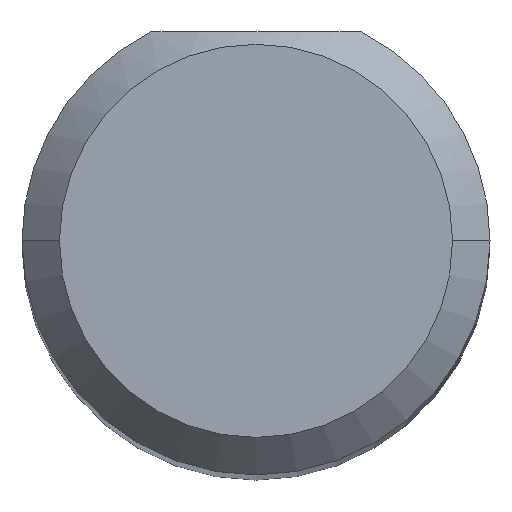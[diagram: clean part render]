
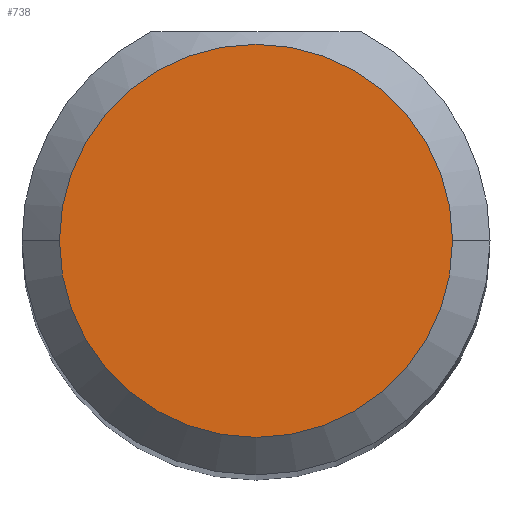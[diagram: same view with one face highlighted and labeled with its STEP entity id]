
A CAD part, top view. The second image highlights one B-rep face of the part: STEP entity #738.
In plain terms, the highlighted planar face has unit normal (0, 0, 1).
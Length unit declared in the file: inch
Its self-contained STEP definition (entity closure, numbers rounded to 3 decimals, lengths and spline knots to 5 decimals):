
#159 = CARTESIAN_POINT ( 'NONE',  ( 0., 0., 2. ) ) ;
#216 = VERTEX_POINT ( 'NONE', #303 ) ;
#255 = DIRECTION ( 'NONE',  ( 1., 0., 0. ) ) ;
#264 = DIRECTION ( 'NONE',  ( 0., 0., 1. ) ) ;
#303 = CARTESIAN_POINT ( 'NONE',  ( 0.07875, 0., 2. ) ) ;
#307 = CIRCLE ( 'NONE', #935, 0.07875 ) ;
#309 = ORIENTED_EDGE ( 'NONE', *, *, #702, .T. ) ;
#351 = EDGE_CURVE ( 'NONE', #471, #216, #307, .T. ) ;
#353 = PLANE ( 'NONE',  #1114 ) ;
#463 = CARTESIAN_POINT ( 'NONE',  ( -0.07875, 0., 2. ) ) ;
#471 = VERTEX_POINT ( 'NONE', #463 ) ;
#490 = CIRCLE ( 'NONE', #594, 0.07875 ) ;
#543 = EDGE_LOOP ( 'NONE', ( #643, #309 ) ) ;
#594 = AXIS2_PLACEMENT_3D ( 'NONE', #617, #844, #785 ) ;
#617 = CARTESIAN_POINT ( 'NONE',  ( 0., 0., 2. ) ) ;
#643 = ORIENTED_EDGE ( 'NONE', *, *, #351, .T. ) ;
#690 = CARTESIAN_POINT ( 'NONE',  ( 0., 0., 2. ) ) ;
#702 = EDGE_CURVE ( 'NONE', #216, #471, #490, .T. ) ;
#738 = ADVANCED_FACE ( 'NONE', ( #930 ), #353, .T. ) ;
#785 = DIRECTION ( 'NONE',  ( 1., 0., 0. ) ) ;
#838 = DIRECTION ( 'NONE',  ( 0., 0., 1. ) ) ;
#844 = DIRECTION ( 'NONE',  ( 0., 0., 1. ) ) ;
#930 = FACE_OUTER_BOUND ( 'NONE', #543, .T. ) ;
#935 = AXIS2_PLACEMENT_3D ( 'NONE', #690, #838, #255 ) ;
#1106 = DIRECTION ( 'NONE',  ( 1., 0., 0. ) ) ;
#1114 = AXIS2_PLACEMENT_3D ( 'NONE', #159, #264, #1106 ) ;
